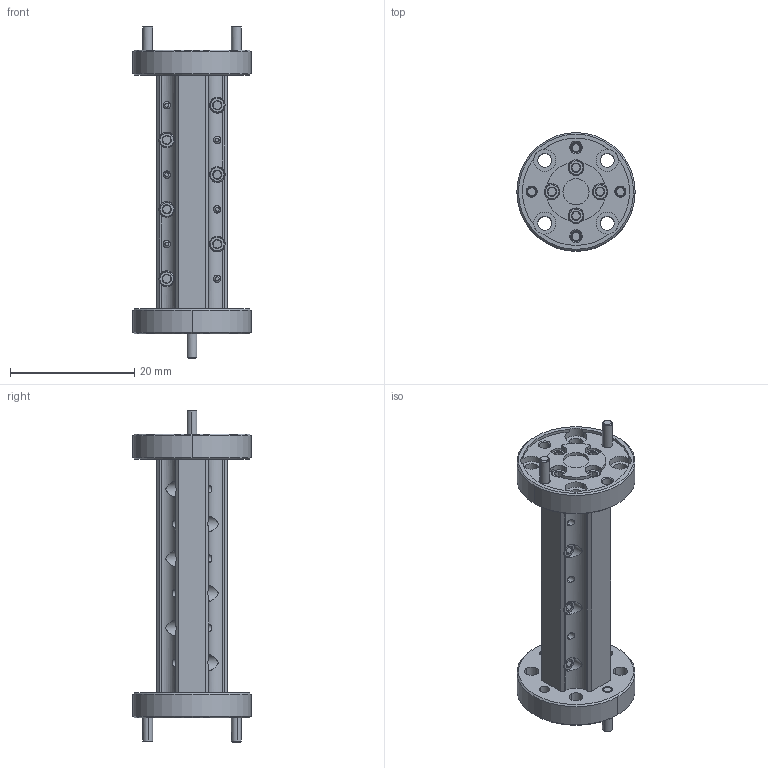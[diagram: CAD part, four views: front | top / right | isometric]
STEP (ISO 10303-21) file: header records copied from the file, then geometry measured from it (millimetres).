
FILE_DESCRIPTION (( 'STEP AP214' ), '1' );
FILE_NAME ('AS-FVF-165-A, Defeatured.STEP', '2024-04-12T23:41:47', ( '' ), ( '' ), 'SwSTEP 2.0', 'SolidWorks 2021', '' );
FILE_SCHEMA (( 'AUTOMOTIVE_DESIGN' ));
Length unit declared in the file: inch
Products named in the file (1): AS-FVF-165-A, Defeatured
Bounding box: 19.05 x 19.05 x 53.47 mm (x, y, z)
Volume: 5507.4 mm3; surface area: 3976.6 mm2
Topology: 1 solids, 1 shells, 804 faces, 1838 edges, 1108 vertices
Faces by surface type: cone 284, plane 282, cylinder 214, bspline 24
Entity records: 32812 total; most frequent: CARTESIAN_POINT 14877, DIRECTION 3832, ORIENTED_EDGE 3676, EDGE_CURVE 1838, AXIS2_PLACEMENT_3D 1539, VERTEX_POINT 1108, EDGE_LOOP 900, FACE_OUTER_BOUND 804
